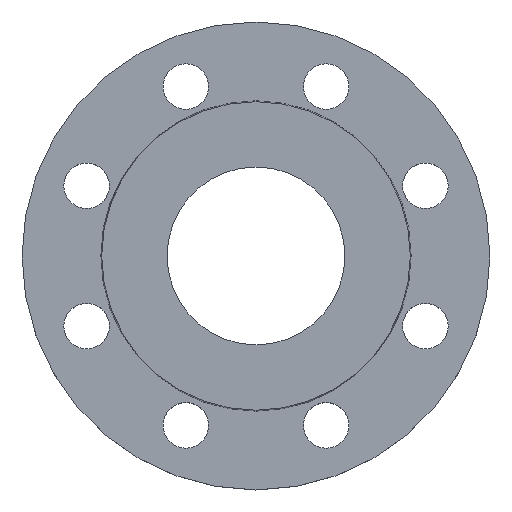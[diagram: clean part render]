
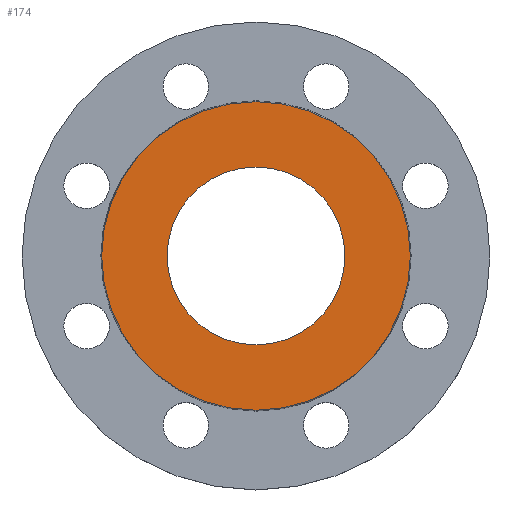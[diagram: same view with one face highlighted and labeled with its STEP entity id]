
A CAD part, top view. The second image highlights one B-rep face of the part: STEP entity #174.
In plain terms, the highlighted planar face has unit normal (0, 0, 1).
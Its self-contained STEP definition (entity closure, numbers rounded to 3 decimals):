
#4 = DIRECTION ( 'NONE',  ( -1., 0., 0. ) ) ;
#5 = DIRECTION ( 'NONE',  ( 0., 0., -1. ) ) ;
#7 = CARTESIAN_POINT ( 'NONE',  ( 0., 0., 0. ) ) ;
#15 = CARTESIAN_POINT ( 'NONE',  ( 61., 0., 0. ) ) ;
#17 = CARTESIAN_POINT ( 'NONE',  ( -35.15, 0., 0. ) ) ;
#65 = CARTESIAN_POINT ( 'NONE',  ( -61., 0., 0. ) ) ;
#94 = AXIS2_PLACEMENT_3D ( 'NONE', #442, #443, #444 ) ;
#174 = ADVANCED_FACE ( 'NONE', ( #438, #440 ), #441, .T. ) ;
#180 = CARTESIAN_POINT ( 'NONE',  ( 35.15, 0., 0. ) ) ;
#200 = CIRCLE ( 'NONE', #206, 35.15 ) ;
#206 = AXIS2_PLACEMENT_3D ( 'NONE', #516, #518, #533 ) ;
#232 = CIRCLE ( 'NONE', #261, 61. ) ;
#261 = AXIS2_PLACEMENT_3D ( 'NONE', #543, #544, #545 ) ;
#270 = EDGE_CURVE ( 'NONE', #902, #664, #200, .T. ) ;
#280 = CARTESIAN_POINT ( 'NONE',  ( 0., 0., 0. ) ) ;
#281 = DIRECTION ( 'NONE',  ( 0., 0., 1. ) ) ;
#282 = DIRECTION ( 'NONE',  ( 1., 0., 0. ) ) ;
#342 = EDGE_CURVE ( 'NONE', #909, #822, #232, .T. ) ;
#438 = FACE_BOUND ( 'NONE', #914, .T. ) ;
#440 = FACE_OUTER_BOUND ( 'NONE', #906, .T. ) ;
#441 = PLANE ( 'NONE',  #94 ) ;
#442 = CARTESIAN_POINT ( 'NONE',  ( 0., 0., 0. ) ) ;
#443 = DIRECTION ( 'NONE',  ( 0., 0., 1. ) ) ;
#444 = DIRECTION ( 'NONE',  ( 1., 0., 0. ) ) ;
#481 = CIRCLE ( 'NONE', #487, 35.15 ) ;
#487 = AXIS2_PLACEMENT_3D ( 'NONE', #280, #281, #282 ) ;
#516 = CARTESIAN_POINT ( 'NONE',  ( 0., 0., 0. ) ) ;
#518 = DIRECTION ( 'NONE',  ( 0., 0., 1. ) ) ;
#533 = DIRECTION ( 'NONE',  ( 1., 0., 0. ) ) ;
#543 = CARTESIAN_POINT ( 'NONE',  ( 0., 0., 0. ) ) ;
#544 = DIRECTION ( 'NONE',  ( 0., 0., -1. ) ) ;
#545 = DIRECTION ( 'NONE',  ( -1., 0., 0. ) ) ;
#616 = EDGE_CURVE ( 'NONE', #664, #902, #481, .T. ) ;
#628 = AXIS2_PLACEMENT_3D ( 'NONE', #7, #5, #4 ) ;
#664 = VERTEX_POINT ( 'NONE', #180 ) ;
#704 = CIRCLE ( 'NONE', #628, 61. ) ;
#784 = ORIENTED_EDGE ( 'NONE', *, *, #616, .F. ) ;
#785 = ORIENTED_EDGE ( 'NONE', *, *, #270, .F. ) ;
#786 = ORIENTED_EDGE ( 'NONE', *, *, #962, .F. ) ;
#787 = ORIENTED_EDGE ( 'NONE', *, *, #342, .F. ) ;
#822 = VERTEX_POINT ( 'NONE', #65 ) ;
#902 = VERTEX_POINT ( 'NONE', #17 ) ;
#906 = EDGE_LOOP ( 'NONE', ( #786, #787 ) ) ;
#909 = VERTEX_POINT ( 'NONE', #15 ) ;
#914 = EDGE_LOOP ( 'NONE', ( #784, #785 ) ) ;
#962 = EDGE_CURVE ( 'NONE', #822, #909, #704, .T. ) ;
